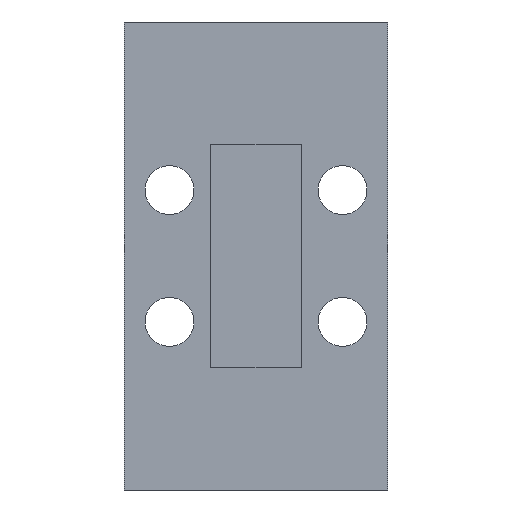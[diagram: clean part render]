
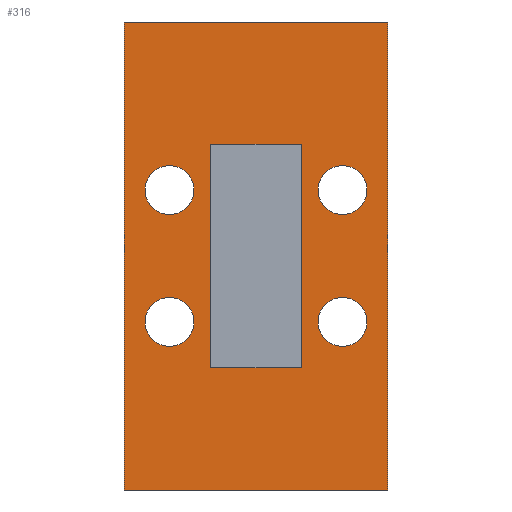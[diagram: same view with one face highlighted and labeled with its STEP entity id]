
A CAD part, front view. The second image highlights one B-rep face of the part: STEP entity #316.
In plain terms, the highlighted planar face has unit normal (0, -1, 0).
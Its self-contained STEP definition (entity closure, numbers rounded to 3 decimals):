
#9 = CARTESIAN_POINT ( 'NONE',  ( 12., 7., -29.75 ) ) ;
#13 = ORIENTED_EDGE ( 'NONE', *, *, #256, .F. ) ;
#24 = DIRECTION ( 'NONE',  ( 0., 0., 1. ) ) ;
#27 = DIRECTION ( 'NONE',  ( 0., -1., 0. ) ) ;
#32 = CARTESIAN_POINT ( 'NONE',  ( 12., 7., 62.2 ) ) ;
#56 = CARTESIAN_POINT ( 'NONE',  ( 23., 7., 17.5 ) ) ;
#58 = EDGE_CURVE ( 'NONE', #982, #184, #454, .T. ) ;
#64 = AXIS2_PLACEMENT_3D ( 'NONE', #260, #27, #949 ) ;
#70 = VECTOR ( 'NONE', #128, 1000. ) ;
#72 = CARTESIAN_POINT ( 'NONE',  ( -35., 7., 62.2 ) ) ;
#79 = DIRECTION ( 'NONE',  ( 0., 0., 1. ) ) ;
#80 = CIRCLE ( 'NONE', #597, 6.5 ) ;
#84 = AXIS2_PLACEMENT_3D ( 'NONE', #32, #650, #1067 ) ;
#98 = DIRECTION ( 'NONE',  ( 0., -1., 0. ) ) ;
#111 = FACE_BOUND ( 'NONE', #1058, .T. ) ;
#116 = DIRECTION ( 'NONE',  ( 0., -1., 0. ) ) ;
#119 = VERTEX_POINT ( 'NONE', #1004 ) ;
#122 = ORIENTED_EDGE ( 'NONE', *, *, #641, .F. ) ;
#123 = CIRCLE ( 'NONE', #263, 6.5 ) ;
#128 = DIRECTION ( 'NONE',  ( 0., 0., 1. ) ) ;
#137 = CIRCLE ( 'NONE', #543, 6.5 ) ;
#151 = DIRECTION ( 'NONE',  ( 0., -1., 0. ) ) ;
#167 = CARTESIAN_POINT ( 'NONE',  ( -23., 7., -11. ) ) ;
#169 = EDGE_LOOP ( 'NONE', ( #1018, #360, #601, #13 ) ) ;
#179 = AXIS2_PLACEMENT_3D ( 'NONE', #56, #458, #1056 ) ;
#184 = VERTEX_POINT ( 'NONE', #867 ) ;
#186 = EDGE_CURVE ( 'NONE', #469, #119, #955, .T. ) ;
#187 = CARTESIAN_POINT ( 'NONE',  ( -23., 7., 17.5 ) ) ;
#192 = DIRECTION ( 'NONE',  ( -1., 0., 0. ) ) ;
#195 = ORIENTED_EDGE ( 'NONE', *, *, #968, .F. ) ;
#204 = VERTEX_POINT ( 'NONE', #944 ) ;
#212 = VECTOR ( 'NONE', #1074, 1000. ) ;
#214 = DIRECTION ( 'NONE',  ( 0., -1., 0. ) ) ;
#223 = EDGE_CURVE ( 'NONE', #917, #982, #376, .T. ) ;
#243 = CARTESIAN_POINT ( 'NONE',  ( 12., 7., 62.2 ) ) ;
#245 = FACE_BOUND ( 'NONE', #396, .T. ) ;
#246 = CARTESIAN_POINT ( 'NONE',  ( 12., 7., 29.75 ) ) ;
#256 = EDGE_CURVE ( 'NONE', #119, #661, #577, .T. ) ;
#260 = CARTESIAN_POINT ( 'NONE',  ( -23., 7., 17.5 ) ) ;
#263 = AXIS2_PLACEMENT_3D ( 'NONE', #772, #116, #270 ) ;
#270 = DIRECTION ( 'NONE',  ( 0., 0., 1. ) ) ;
#272 = CARTESIAN_POINT ( 'NONE',  ( -23., 7., -24. ) ) ;
#275 = FACE_BOUND ( 'NONE', #866, .T. ) ;
#290 = DIRECTION ( 'NONE',  ( 0., 0., 1. ) ) ;
#299 = VERTEX_POINT ( 'NONE', #872 ) ;
#300 = CARTESIAN_POINT ( 'NONE',  ( 23., 7., 24. ) ) ;
#309 = LINE ( 'NONE', #243, #760 ) ;
#313 = DIRECTION ( 'NONE',  ( 0., -1., 0. ) ) ;
#316 = ADVANCED_FACE ( 'NONE', ( #659, #111, #245, #275, #1024, #862 ), #531, .F. ) ;
#322 = CARTESIAN_POINT ( 'NONE',  ( 12., 7., 29.75 ) ) ;
#329 = CARTESIAN_POINT ( 'NONE',  ( 23., 7., 11. ) ) ;
#336 = VECTOR ( 'NONE', #779, 1000. ) ;
#356 = CARTESIAN_POINT ( 'NONE',  ( -12., 7., 29.75 ) ) ;
#360 = ORIENTED_EDGE ( 'NONE', *, *, #819, .F. ) ;
#362 = ORIENTED_EDGE ( 'NONE', *, *, #794, .F. ) ;
#366 = LINE ( 'NONE', #72, #212 ) ;
#376 = LINE ( 'NONE', #322, #715 ) ;
#377 = CARTESIAN_POINT ( 'NONE',  ( -23., 7., -17.5 ) ) ;
#387 = CIRCLE ( 'NONE', #554, 6.5 ) ;
#396 = EDGE_LOOP ( 'NONE', ( #995, #685 ) ) ;
#399 = DIRECTION ( 'NONE',  ( 0., 0., -1. ) ) ;
#401 = EDGE_CURVE ( 'NONE', #299, #583, #80, .T. ) ;
#404 = VECTOR ( 'NONE', #1022, 1000. ) ;
#410 = DIRECTION ( 'NONE',  ( 1., 0., 0. ) ) ;
#422 = EDGE_CURVE ( 'NONE', #820, #917, #799, .T. ) ;
#454 = LINE ( 'NONE', #823, #800 ) ;
#458 = DIRECTION ( 'NONE',  ( 0., -1., 0. ) ) ;
#469 = VERTEX_POINT ( 'NONE', #693 ) ;
#481 = ORIENTED_EDGE ( 'NONE', *, *, #58, .F. ) ;
#498 = VERTEX_POINT ( 'NONE', #935 ) ;
#504 = CARTESIAN_POINT ( 'NONE',  ( 12., 7., -62.2 ) ) ;
#510 = EDGE_CURVE ( 'NONE', #583, #299, #1066, .T. ) ;
#513 = VERTEX_POINT ( 'NONE', #272 ) ;
#531 = PLANE ( 'NONE',  #84 ) ;
#543 = AXIS2_PLACEMENT_3D ( 'NONE', #821, #313, #79 ) ;
#554 = AXIS2_PLACEMENT_3D ( 'NONE', #809, #214, #290 ) ;
#555 = ORIENTED_EDGE ( 'NONE', *, *, #728, .F. ) ;
#557 = DIRECTION ( 'NONE',  ( 0., -1., 0. ) ) ;
#564 = CARTESIAN_POINT ( 'NONE',  ( 23., 7., 17.5 ) ) ;
#577 = LINE ( 'NONE', #504, #336 ) ;
#579 = ORIENTED_EDGE ( 'NONE', *, *, #422, .F. ) ;
#582 = CARTESIAN_POINT ( 'NONE',  ( 12., 7., 62.2 ) ) ;
#583 = VERTEX_POINT ( 'NONE', #689 ) ;
#589 = EDGE_CURVE ( 'NONE', #742, #848, #646, .T. ) ;
#597 = AXIS2_PLACEMENT_3D ( 'NONE', #187, #98, #24 ) ;
#601 = ORIENTED_EDGE ( 'NONE', *, *, #720, .F. ) ;
#641 = EDGE_CURVE ( 'NONE', #498, #1007, #387, .T. ) ;
#646 = CIRCLE ( 'NONE', #179, 6.5 ) ;
#650 = DIRECTION ( 'NONE',  ( 0., 1., 0. ) ) ;
#655 = EDGE_LOOP ( 'NONE', ( #801, #837 ) ) ;
#659 = FACE_OUTER_BOUND ( 'NONE', #169, .T. ) ;
#661 = VERTEX_POINT ( 'NONE', #1069 ) ;
#671 = AXIS2_PLACEMENT_3D ( 'NONE', #377, #151, #731 ) ;
#684 = EDGE_CURVE ( 'NONE', #969, #513, #813, .T. ) ;
#685 = ORIENTED_EDGE ( 'NONE', *, *, #1017, .F. ) ;
#689 = CARTESIAN_POINT ( 'NONE',  ( -23., 7., 11. ) ) ;
#693 = CARTESIAN_POINT ( 'NONE',  ( 35., 7., 62.2 ) ) ;
#715 = VECTOR ( 'NONE', #192, 1000. ) ;
#720 = EDGE_CURVE ( 'NONE', #661, #204, #366, .T. ) ;
#728 = EDGE_CURVE ( 'NONE', #848, #742, #786, .T. ) ;
#731 = DIRECTION ( 'NONE',  ( 0., 0., 1. ) ) ;
#736 = DIRECTION ( 'NONE',  ( 0., 0., 1. ) ) ;
#737 = AXIS2_PLACEMENT_3D ( 'NONE', #564, #557, #736 ) ;
#742 = VERTEX_POINT ( 'NONE', #300 ) ;
#752 = ORIENTED_EDGE ( 'NONE', *, *, #589, .F. ) ;
#760 = VECTOR ( 'NONE', #410, 1000. ) ;
#769 = CARTESIAN_POINT ( 'NONE',  ( 35., 7., 62.2 ) ) ;
#772 = CARTESIAN_POINT ( 'NONE',  ( -23., 7., -17.5 ) ) ;
#779 = DIRECTION ( 'NONE',  ( -1., 0., 0. ) ) ;
#786 = CIRCLE ( 'NONE', #737, 6.5 ) ;
#794 = EDGE_CURVE ( 'NONE', #1007, #498, #137, .T. ) ;
#799 = LINE ( 'NONE', #582, #70 ) ;
#800 = VECTOR ( 'NONE', #399, 1000. ) ;
#801 = ORIENTED_EDGE ( 'NONE', *, *, #401, .F. ) ;
#809 = CARTESIAN_POINT ( 'NONE',  ( 23., 7., -17.5 ) ) ;
#811 = LINE ( 'NONE', #1021, #1012 ) ;
#813 = CIRCLE ( 'NONE', #671, 6.5 ) ;
#819 = EDGE_CURVE ( 'NONE', #204, #469, #309, .T. ) ;
#820 = VERTEX_POINT ( 'NONE', #9 ) ;
#821 = CARTESIAN_POINT ( 'NONE',  ( 23., 7., -17.5 ) ) ;
#823 = CARTESIAN_POINT ( 'NONE',  ( -12., 7., 62.2 ) ) ;
#837 = ORIENTED_EDGE ( 'NONE', *, *, #510, .F. ) ;
#848 = VERTEX_POINT ( 'NONE', #329 ) ;
#862 = FACE_BOUND ( 'NONE', #888, .T. ) ;
#866 = EDGE_LOOP ( 'NONE', ( #122, #362 ) ) ;
#867 = CARTESIAN_POINT ( 'NONE',  ( -12., 7., -29.75 ) ) ;
#872 = CARTESIAN_POINT ( 'NONE',  ( -23., 7., 24. ) ) ;
#888 = EDGE_LOOP ( 'NONE', ( #752, #555 ) ) ;
#905 = ORIENTED_EDGE ( 'NONE', *, *, #223, .F. ) ;
#917 = VERTEX_POINT ( 'NONE', #246 ) ;
#935 = CARTESIAN_POINT ( 'NONE',  ( 23., 7., -11. ) ) ;
#944 = CARTESIAN_POINT ( 'NONE',  ( -35., 7., 62.2 ) ) ;
#949 = DIRECTION ( 'NONE',  ( 0., 0., 1. ) ) ;
#955 = LINE ( 'NONE', #769, #404 ) ;
#958 = CARTESIAN_POINT ( 'NONE',  ( 23., 7., -24. ) ) ;
#968 = EDGE_CURVE ( 'NONE', #184, #820, #811, .T. ) ;
#969 = VERTEX_POINT ( 'NONE', #167 ) ;
#982 = VERTEX_POINT ( 'NONE', #356 ) ;
#995 = ORIENTED_EDGE ( 'NONE', *, *, #684, .F. ) ;
#1004 = CARTESIAN_POINT ( 'NONE',  ( 35., 7., -62.2 ) ) ;
#1007 = VERTEX_POINT ( 'NONE', #958 ) ;
#1012 = VECTOR ( 'NONE', #1029, 1000. ) ;
#1017 = EDGE_CURVE ( 'NONE', #513, #969, #123, .T. ) ;
#1018 = ORIENTED_EDGE ( 'NONE', *, *, #186, .F. ) ;
#1021 = CARTESIAN_POINT ( 'NONE',  ( 12., 7., -29.75 ) ) ;
#1022 = DIRECTION ( 'NONE',  ( 0., 0., -1. ) ) ;
#1024 = FACE_BOUND ( 'NONE', #655, .T. ) ;
#1029 = DIRECTION ( 'NONE',  ( 1., 0., 0. ) ) ;
#1056 = DIRECTION ( 'NONE',  ( 0., 0., 1. ) ) ;
#1058 = EDGE_LOOP ( 'NONE', ( #905, #579, #195, #481 ) ) ;
#1066 = CIRCLE ( 'NONE', #64, 6.5 ) ;
#1067 = DIRECTION ( 'NONE',  ( 0., 0., 1. ) ) ;
#1069 = CARTESIAN_POINT ( 'NONE',  ( -35., 7., -62.2 ) ) ;
#1074 = DIRECTION ( 'NONE',  ( 0., 0., 1. ) ) ;
